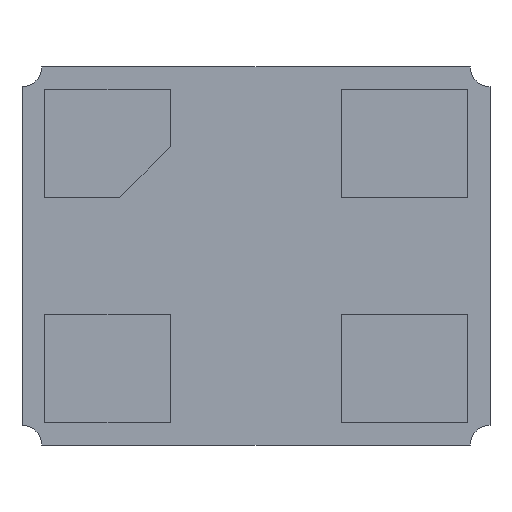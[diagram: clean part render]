
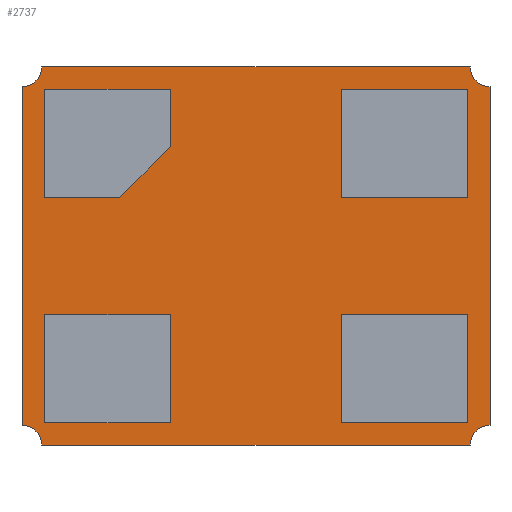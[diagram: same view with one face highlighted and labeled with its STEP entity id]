
A CAD part, front view. The second image highlights one B-rep face of the part: STEP entity #2737.
In plain terms, the highlighted planar face has unit normal (0, -1, 0).
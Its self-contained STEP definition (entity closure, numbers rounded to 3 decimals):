
#3 = CARTESIAN_POINT ( 'NONE',  ( -0.365, 0., 1.675 ) ) ;
#113 = VERTEX_POINT ( 'NONE', #1185 ) ;
#139 = EDGE_CURVE ( 'NONE', #3981, #3186, #3512, .T. ) ;
#184 = AXIS2_PLACEMENT_3D ( 'NONE', #4781, #592, #2060 ) ;
#229 = DIRECTION ( 'NONE',  ( 0., 1., 0. ) ) ;
#364 = DIRECTION ( 'NONE',  ( 0., 0., 1. ) ) ;
#367 = ORIENTED_EDGE ( 'NONE', *, *, #139, .F. ) ;
#406 = CIRCLE ( 'NONE', #3405, 0.11 ) ;
#474 = CIRCLE ( 'NONE', #2017, 0.11 ) ;
#511 = VECTOR ( 'NONE', #4551, 1000. ) ;
#592 = DIRECTION ( 'NONE',  ( 0., 1., 0. ) ) ;
#687 = LINE ( 'NONE', #3344, #511 ) ;
#741 = EDGE_CURVE ( 'NONE', #4203, #3186, #474, .T. ) ;
#751 = DIRECTION ( 'NONE',  ( 0., 1., 0. ) ) ;
#786 = ORIENTED_EDGE ( 'NONE', *, *, #1487, .T. ) ;
#832 = EDGE_CURVE ( 'NONE', #4203, #1302, #1734, .T. ) ;
#938 = ORIENTED_EDGE ( 'NONE', *, *, #832, .F. ) ;
#951 = CARTESIAN_POINT ( 'NONE',  ( 2.125, 0., -0.425 ) ) ;
#996 = DIRECTION ( 'NONE',  ( 0., 0., 1. ) ) ;
#1004 = CARTESIAN_POINT ( 'NONE',  ( -0.475, 0., -0.315 ) ) ;
#1043 = EDGE_CURVE ( 'NONE', #3113, #1394, #2004, .T. ) ;
#1185 = CARTESIAN_POINT ( 'NONE',  ( 2.015, 0., 1.675 ) ) ;
#1302 = VERTEX_POINT ( 'NONE', #3724 ) ;
#1324 = PLANE ( 'NONE',  #2118 ) ;
#1329 = DIRECTION ( 'NONE',  ( 0., 1., 0. ) ) ;
#1394 = VERTEX_POINT ( 'NONE', #1762 ) ;
#1487 = EDGE_CURVE ( 'NONE', #3113, #113, #2906, .T. ) ;
#1544 = CARTESIAN_POINT ( 'NONE',  ( -0.365, 0., -0.425 ) ) ;
#1702 = FACE_OUTER_BOUND ( 'NONE', #3379, .T. ) ;
#1734 = LINE ( 'NONE', #2591, #3393 ) ;
#1758 = DIRECTION ( 'NONE',  ( 0., 0., 1. ) ) ;
#1762 = CARTESIAN_POINT ( 'NONE',  ( 2.125, 0., -0.315 ) ) ;
#1984 = ORIENTED_EDGE ( 'NONE', *, *, #741, .T. ) ;
#2004 = LINE ( 'NONE', #4740, #4942 ) ;
#2017 = AXIS2_PLACEMENT_3D ( 'NONE', #2520, #1329, #3300 ) ;
#2060 = DIRECTION ( 'NONE',  ( 0., 0., 1. ) ) ;
#2118 = AXIS2_PLACEMENT_3D ( 'NONE', #2866, #3269, #996 ) ;
#2251 = EDGE_CURVE ( 'NONE', #3981, #1394, #406, .T. ) ;
#2367 = VERTEX_POINT ( 'NONE', #3 ) ;
#2381 = CIRCLE ( 'NONE', #184, 0.11 ) ;
#2496 = CARTESIAN_POINT ( 'NONE',  ( 2.015, 0., -0.425 ) ) ;
#2520 = CARTESIAN_POINT ( 'NONE',  ( -0.475, 0., -0.425 ) ) ;
#2570 = ORIENTED_EDGE ( 'NONE', *, *, #1043, .F. ) ;
#2591 = CARTESIAN_POINT ( 'NONE',  ( -0.475, 0., -0.425 ) ) ;
#2611 = ORIENTED_EDGE ( 'NONE', *, *, #2251, .T. ) ;
#2737 = ADVANCED_FACE ( 'NONE', ( #1702 ), #1324, .F. ) ;
#2866 = CARTESIAN_POINT ( 'NONE',  ( -0.475, 0., 1.675 ) ) ;
#2906 = CIRCLE ( 'NONE', #4306, 0.11 ) ;
#3113 = VERTEX_POINT ( 'NONE', #3610 ) ;
#3186 = VERTEX_POINT ( 'NONE', #1544 ) ;
#3269 = DIRECTION ( 'NONE',  ( 0., 1., 0. ) ) ;
#3300 = DIRECTION ( 'NONE',  ( 0., 0., 1. ) ) ;
#3344 = CARTESIAN_POINT ( 'NONE',  ( -0.475, 0., 1.675 ) ) ;
#3379 = EDGE_LOOP ( 'NONE', ( #938, #1984, #367, #2611, #2570, #786, #4743, #4442 ) ) ;
#3393 = VECTOR ( 'NONE', #4892, 1000. ) ;
#3405 = AXIS2_PLACEMENT_3D ( 'NONE', #951, #229, #1758 ) ;
#3512 = LINE ( 'NONE', #4731, #4390 ) ;
#3603 = DIRECTION ( 'NONE',  ( 0., 0., -1. ) ) ;
#3610 = CARTESIAN_POINT ( 'NONE',  ( 2.125, 0., 1.565 ) ) ;
#3724 = CARTESIAN_POINT ( 'NONE',  ( -0.475, 0., 1.565 ) ) ;
#3960 = DIRECTION ( 'NONE',  ( -1., 0., 0. ) ) ;
#3981 = VERTEX_POINT ( 'NONE', #2496 ) ;
#4203 = VERTEX_POINT ( 'NONE', #1004 ) ;
#4242 = CARTESIAN_POINT ( 'NONE',  ( 2.125, 0., 1.675 ) ) ;
#4306 = AXIS2_PLACEMENT_3D ( 'NONE', #4242, #751, #364 ) ;
#4390 = VECTOR ( 'NONE', #3960, 1000. ) ;
#4417 = EDGE_CURVE ( 'NONE', #2367, #113, #687, .T. ) ;
#4442 = ORIENTED_EDGE ( 'NONE', *, *, #4660, .T. ) ;
#4551 = DIRECTION ( 'NONE',  ( 1., 0., 0. ) ) ;
#4660 = EDGE_CURVE ( 'NONE', #2367, #1302, #2381, .T. ) ;
#4731 = CARTESIAN_POINT ( 'NONE',  ( -0.475, 0., -0.425 ) ) ;
#4740 = CARTESIAN_POINT ( 'NONE',  ( 2.125, 0., -0.425 ) ) ;
#4743 = ORIENTED_EDGE ( 'NONE', *, *, #4417, .F. ) ;
#4781 = CARTESIAN_POINT ( 'NONE',  ( -0.475, 0., 1.675 ) ) ;
#4892 = DIRECTION ( 'NONE',  ( 0., 0., 1. ) ) ;
#4942 = VECTOR ( 'NONE', #3603, 1000. ) ;
